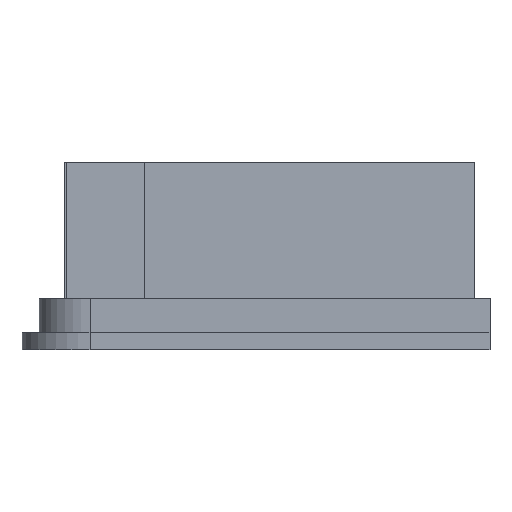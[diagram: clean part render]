
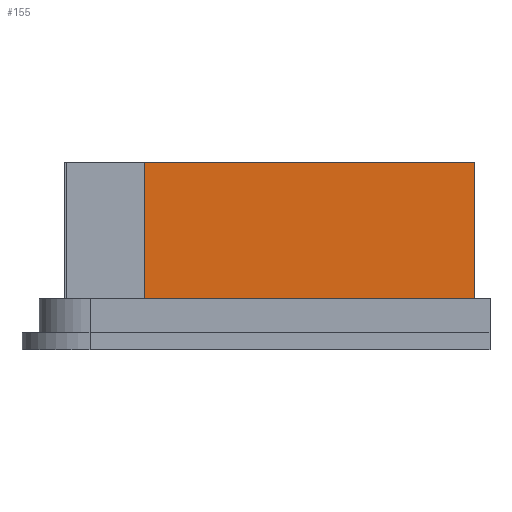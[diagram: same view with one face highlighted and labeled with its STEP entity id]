
A CAD part, front view. The second image highlights one B-rep face of the part: STEP entity #155.
In plain terms, the highlighted planar face has unit normal (0, -1, 0).
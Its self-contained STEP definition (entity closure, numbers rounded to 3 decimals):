
#18 = EDGE_LOOP ( 'NONE', ( #147, #811, #925, #871 ) ) ;
#97 = VECTOR ( 'NONE', #977, 1000. ) ;
#147 = ORIENTED_EDGE ( 'NONE', *, *, #812, .F. ) ;
#155 = ADVANCED_FACE ( 'NONE', ( #430 ), #601, .F. ) ;
#159 = VECTOR ( 'NONE', #315, 1000. ) ;
#179 = CARTESIAN_POINT ( 'NONE',  ( 7.2, -26.35, 11. ) ) ;
#206 = DIRECTION ( 'NONE',  ( -1., 0., 0. ) ) ;
#277 = LINE ( 'NONE', #179, #787 ) ;
#281 = CARTESIAN_POINT ( 'NONE',  ( 26.6, -26.35, 11. ) ) ;
#305 = CARTESIAN_POINT ( 'NONE',  ( 7.2, -26.35, 3. ) ) ;
#315 = DIRECTION ( 'NONE',  ( -1., 0., 0. ) ) ;
#323 = LINE ( 'NONE', #636, #684 ) ;
#379 = CARTESIAN_POINT ( 'NONE',  ( 26.6, -26.35, 3. ) ) ;
#394 = CARTESIAN_POINT ( 'NONE',  ( 26.6, -26.35, 11. ) ) ;
#419 = CARTESIAN_POINT ( 'NONE',  ( 26.6, -26.35, 11. ) ) ;
#430 = FACE_OUTER_BOUND ( 'NONE', #18, .T. ) ;
#462 = LINE ( 'NONE', #1019, #159 ) ;
#530 = CARTESIAN_POINT ( 'NONE',  ( 7.2, -26.35, 11. ) ) ;
#580 = VERTEX_POINT ( 'NONE', #394 ) ;
#601 = PLANE ( 'NONE',  #800 ) ;
#636 = CARTESIAN_POINT ( 'NONE',  ( 26.6, -26.35, 11. ) ) ;
#644 = VERTEX_POINT ( 'NONE', #379 ) ;
#675 = EDGE_CURVE ( 'NONE', #580, #644, #323, .T. ) ;
#684 = VECTOR ( 'NONE', #958, 1000. ) ;
#734 = LINE ( 'NONE', #419, #97 ) ;
#767 = EDGE_CURVE ( 'NONE', #580, #910, #734, .T. ) ;
#787 = VECTOR ( 'NONE', #803, 1000. ) ;
#800 = AXIS2_PLACEMENT_3D ( 'NONE', #281, #922, #206 ) ;
#803 = DIRECTION ( 'NONE',  ( 0., 0., -1. ) ) ;
#811 = ORIENTED_EDGE ( 'NONE', *, *, #675, .F. ) ;
#812 = EDGE_CURVE ( 'NONE', #644, #855, #462, .T. ) ;
#855 = VERTEX_POINT ( 'NONE', #305 ) ;
#871 = ORIENTED_EDGE ( 'NONE', *, *, #952, .T. ) ;
#910 = VERTEX_POINT ( 'NONE', #530 ) ;
#922 = DIRECTION ( 'NONE',  ( 0., 1., 0. ) ) ;
#925 = ORIENTED_EDGE ( 'NONE', *, *, #767, .T. ) ;
#952 = EDGE_CURVE ( 'NONE', #910, #855, #277, .T. ) ;
#958 = DIRECTION ( 'NONE',  ( 0., 0., -1. ) ) ;
#977 = DIRECTION ( 'NONE',  ( -1., 0., 0. ) ) ;
#1019 = CARTESIAN_POINT ( 'NONE',  ( 26.6, -26.35, 3. ) ) ;
